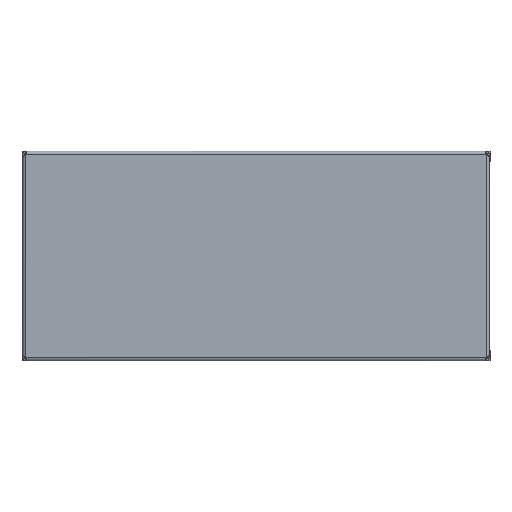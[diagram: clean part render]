
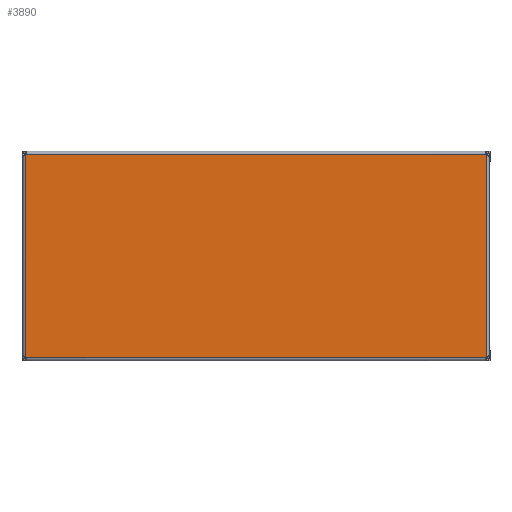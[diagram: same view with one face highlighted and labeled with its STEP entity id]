
A CAD part, top view. The second image highlights one B-rep face of the part: STEP entity #3890.
In plain terms, the highlighted planar face has unit normal (0, 0, 1).
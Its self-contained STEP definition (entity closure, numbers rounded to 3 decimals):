
#64 = ORIENTED_EDGE ( 'NONE', *, *, #3299, .T. ) ;
#80 = DIRECTION ( 'NONE',  ( 1., 0., 0. ) ) ;
#328 = VECTOR ( 'NONE', #6207, 1000. ) ;
#578 = CARTESIAN_POINT ( 'NONE',  ( 440.3, 195.125, 0. ) ) ;
#677 = CIRCLE ( 'NONE', #2825, 2.5 ) ;
#780 = DIRECTION ( 'NONE',  ( -1., 0., 0. ) ) ;
#824 = CARTESIAN_POINT ( 'NONE',  ( 442.2, 196.75, 0. ) ) ;
#829 = VECTOR ( 'NONE', #2733, 1000. ) ;
#865 = LINE ( 'NONE', #7006, #7513 ) ;
#916 = ORIENTED_EDGE ( 'NONE', *, *, #2578, .T. ) ;
#938 = DIRECTION ( 'NONE',  ( 1., 0., 0. ) ) ;
#971 = CARTESIAN_POINT ( 'NONE',  ( 3.7, 195.125, 0. ) ) ;
#1008 = DIRECTION ( 'NONE',  ( 1., 0., 0. ) ) ;
#1072 = AXIS2_PLACEMENT_3D ( 'NONE', #3048, #4768, #5395 ) ;
#1194 = VECTOR ( 'NONE', #2456, 1000. ) ;
#1276 = CARTESIAN_POINT ( 'NONE',  ( 439.815, 3., 0. ) ) ;
#1352 = VERTEX_POINT ( 'NONE', #1677 ) ;
#1464 = CIRCLE ( 'NONE', #5906, 2.5 ) ;
#1640 = DIRECTION ( 'NONE',  ( 0., 0., -1. ) ) ;
#1677 = CARTESIAN_POINT ( 'NONE',  ( 440.3, 3.875, 0. ) ) ;
#1770 = CARTESIAN_POINT ( 'NONE',  ( 442.2, 2.25, 0. ) ) ;
#1771 = PLANE ( 'NONE',  #1072 ) ;
#2264 = VERTEX_POINT ( 'NONE', #5979 ) ;
#2456 = DIRECTION ( 'NONE',  ( 0., 1., 0. ) ) ;
#2475 = CARTESIAN_POINT ( 'NONE',  ( 444., 196., 0. ) ) ;
#2498 = VERTEX_POINT ( 'NONE', #7243 ) ;
#2576 = EDGE_CURVE ( 'NONE', #2899, #4622, #677, .T. ) ;
#2578 = EDGE_CURVE ( 'NONE', #2264, #7798, #865, .T. ) ;
#2606 = DIRECTION ( 'NONE',  ( -1., 0., 0. ) ) ;
#2640 = ORIENTED_EDGE ( 'NONE', *, *, #2576, .T. ) ;
#2733 = DIRECTION ( 'NONE',  ( 0., -1., 0. ) ) ;
#2825 = AXIS2_PLACEMENT_3D ( 'NONE', #824, #4515, #2606 ) ;
#2828 = CARTESIAN_POINT ( 'NONE',  ( 1.8, 196.75, 0. ) ) ;
#2852 = LINE ( 'NONE', #3364, #829 ) ;
#2899 = VERTEX_POINT ( 'NONE', #578 ) ;
#3048 = CARTESIAN_POINT ( 'NONE',  ( 0., 199., 0. ) ) ;
#3115 = ORIENTED_EDGE ( 'NONE', *, *, #6660, .T. ) ;
#3184 = LINE ( 'NONE', #2475, #328 ) ;
#3229 = ORIENTED_EDGE ( 'NONE', *, *, #4897, .T. ) ;
#3299 = EDGE_CURVE ( 'NONE', #2498, #2264, #7649, .T. ) ;
#3364 = CARTESIAN_POINT ( 'NONE',  ( 3.7, 196., 0. ) ) ;
#3553 = ORIENTED_EDGE ( 'NONE', *, *, #4232, .T. ) ;
#3760 = CIRCLE ( 'NONE', #6927, 2.5 ) ;
#3890 = ADVANCED_FACE ( 'NONE', ( #6070 ), #1771, .F. ) ;
#3900 = EDGE_CURVE ( 'NONE', #1352, #2899, #5318, .T. ) ;
#4187 = ORIENTED_EDGE ( 'NONE', *, *, #5125, .T. ) ;
#4232 = EDGE_CURVE ( 'NONE', #6003, #2498, #2852, .T. ) ;
#4267 = DIRECTION ( 'NONE',  ( 0., 0., -1. ) ) ;
#4359 = EDGE_LOOP ( 'NONE', ( #2640, #3229, #4187, #3553, #64, #916, #3115, #5759 ) ) ;
#4515 = DIRECTION ( 'NONE',  ( 0., 0., -1. ) ) ;
#4622 = VERTEX_POINT ( 'NONE', #5703 ) ;
#4719 = VERTEX_POINT ( 'NONE', #4825 ) ;
#4768 = DIRECTION ( 'NONE',  ( 0., 0., -1. ) ) ;
#4805 = CARTESIAN_POINT ( 'NONE',  ( 440.3, 3., 0. ) ) ;
#4825 = CARTESIAN_POINT ( 'NONE',  ( 4.185, 196., 0. ) ) ;
#4897 = EDGE_CURVE ( 'NONE', #4622, #4719, #3184, .T. ) ;
#5125 = EDGE_CURVE ( 'NONE', #4719, #6003, #1464, .T. ) ;
#5318 = LINE ( 'NONE', #4805, #1194 ) ;
#5395 = DIRECTION ( 'NONE',  ( -1., 0., 0. ) ) ;
#5513 = DIRECTION ( 'NONE',  ( 0., 0., -1. ) ) ;
#5703 = CARTESIAN_POINT ( 'NONE',  ( 439.815, 196., 0. ) ) ;
#5759 = ORIENTED_EDGE ( 'NONE', *, *, #3900, .T. ) ;
#5906 = AXIS2_PLACEMENT_3D ( 'NONE', #2828, #1640, #1008 ) ;
#5979 = CARTESIAN_POINT ( 'NONE',  ( 4.185, 3., 0. ) ) ;
#6003 = VERTEX_POINT ( 'NONE', #971 ) ;
#6070 = FACE_OUTER_BOUND ( 'NONE', #4359, .T. ) ;
#6207 = DIRECTION ( 'NONE',  ( -1., 0., 0. ) ) ;
#6379 = AXIS2_PLACEMENT_3D ( 'NONE', #7282, #4267, #780 ) ;
#6660 = EDGE_CURVE ( 'NONE', #7798, #1352, #3760, .T. ) ;
#6927 = AXIS2_PLACEMENT_3D ( 'NONE', #1770, #5513, #80 ) ;
#7006 = CARTESIAN_POINT ( 'NONE',  ( 0., 3., 0. ) ) ;
#7243 = CARTESIAN_POINT ( 'NONE',  ( 3.7, 3.875, 0. ) ) ;
#7282 = CARTESIAN_POINT ( 'NONE',  ( 1.8, 2.25, 0. ) ) ;
#7513 = VECTOR ( 'NONE', #938, 1000. ) ;
#7649 = CIRCLE ( 'NONE', #6379, 2.5 ) ;
#7798 = VERTEX_POINT ( 'NONE', #1276 ) ;
